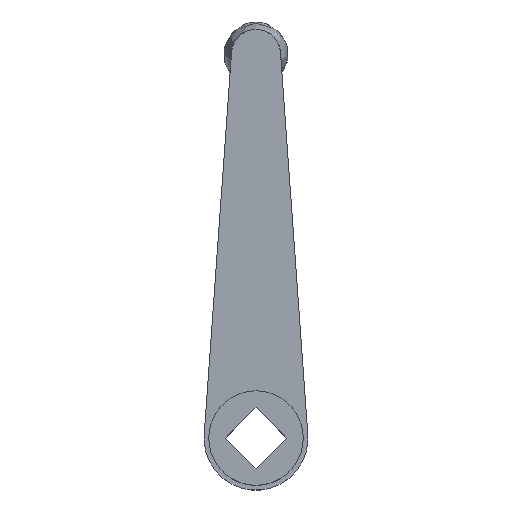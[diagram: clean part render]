
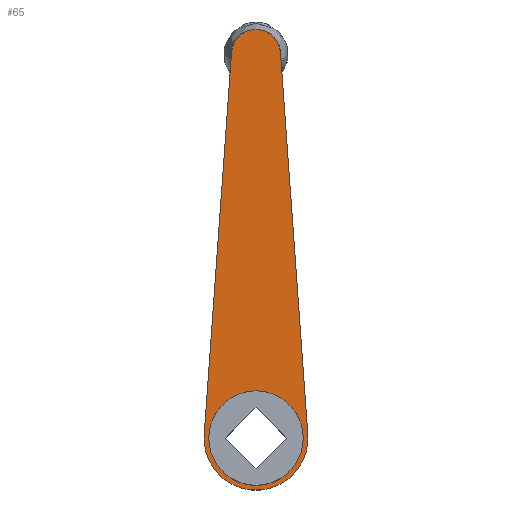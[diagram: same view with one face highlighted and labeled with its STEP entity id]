
A CAD part, top view. The second image highlights one B-rep face of the part: STEP entity #65.
In plain terms, the highlighted planar face has unit normal (0, 0, 1).
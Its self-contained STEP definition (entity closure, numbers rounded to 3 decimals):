
#65 = ADVANCED_FACE( '', ( #137, #138 ), #139, .T. );
#137 = FACE_BOUND( '', #239, .T. );
#138 = FACE_OUTER_BOUND( '', #240, .T. );
#139 = PLANE( '', #241 );
#239 = EDGE_LOOP( '', ( #343 ) );
#240 = EDGE_LOOP( '', ( #344, #345, #346, #347 ) );
#241 = AXIS2_PLACEMENT_3D( '', #348, #349, #350 );
#343 = ORIENTED_EDGE( '', *, *, #390, .F. );
#344 = ORIENTED_EDGE( '', *, *, #394, .T. );
#345 = ORIENTED_EDGE( '', *, *, #419, .T. );
#346 = ORIENTED_EDGE( '', *, *, #425, .T. );
#347 = ORIENTED_EDGE( '', *, *, #402, .T. );
#348 = CARTESIAN_POINT( '', ( 0., 0., -30.41 ) );
#349 = DIRECTION( '', ( 0., 0., 1. ) );
#350 = DIRECTION( '', ( 1., 0., 0. ) );
#390 = EDGE_CURVE( '', #443, #443, #444, .T. );
#394 = EDGE_CURVE( '', #451, #449, #452, .T. );
#402 = EDGE_CURVE( '', #458, #451, #462, .T. );
#419 = EDGE_CURVE( '', #449, #488, #490, .T. );
#425 = EDGE_CURVE( '', #488, #458, #496, .T. );
#443 = VERTEX_POINT( '', #514 );
#444 = CIRCLE( '', #515, 18.5 );
#449 = VERTEX_POINT( '', #521 );
#451 = VERTEX_POINT( '', #524 );
#452 = LINE( '', #525, #526 );
#458 = VERTEX_POINT( '', #533 );
#462 = CIRCLE( '', #538, 9.6 );
#488 = VERTEX_POINT( '', #573 );
#490 = CIRCLE( '', #576, 20.35 );
#496 = LINE( '', #584, #585 );
#514 = CARTESIAN_POINT( '', ( 0., 18.5, -30.41 ) );
#515 = AXIS2_PLACEMENT_3D( '', #606, #607, #608 );
#521 = CARTESIAN_POINT( '', ( -20.298, 1.455, -30.41 ) );
#524 = CARTESIAN_POINT( '', ( -9.575, 151.086, -30.41 ) );
#525 = CARTESIAN_POINT( '', ( -9.575, 151.086, -30.41 ) );
#526 = VECTOR( '', #611, 1000. );
#533 = CARTESIAN_POINT( '', ( 9.575, 151.086, -30.41 ) );
#538 = AXIS2_PLACEMENT_3D( '', #620, #621, #622 );
#573 = CARTESIAN_POINT( '', ( 20.298, 1.455, -30.41 ) );
#576 = AXIS2_PLACEMENT_3D( '', #639, #640, #641 );
#584 = CARTESIAN_POINT( '', ( 20.298, 1.455, -30.41 ) );
#585 = VECTOR( '', #644, 1000. );
#606 = CARTESIAN_POINT( '', ( 0., 0., -30.41 ) );
#607 = DIRECTION( '', ( 0., 0., 1. ) );
#608 = DIRECTION( '', ( 0., 1., 0. ) );
#611 = DIRECTION( '', ( -0.071, -0.997, 0. ) );
#620 = CARTESIAN_POINT( '', ( 0., 150.4, -30.41 ) );
#621 = DIRECTION( '', ( 0., 0., 1. ) );
#622 = DIRECTION( '', ( 0., 1., 0. ) );
#639 = CARTESIAN_POINT( '', ( 0., 0., -30.41 ) );
#640 = DIRECTION( '', ( 0., 0., 1. ) );
#641 = DIRECTION( '', ( 0., 1., 0. ) );
#644 = DIRECTION( '', ( -0.071, 0.997, 0. ) );
